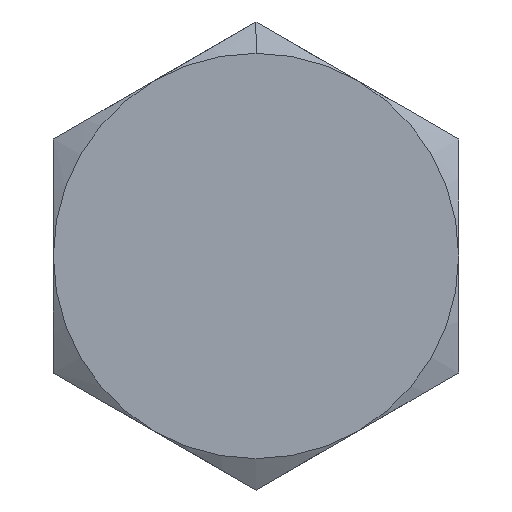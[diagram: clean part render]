
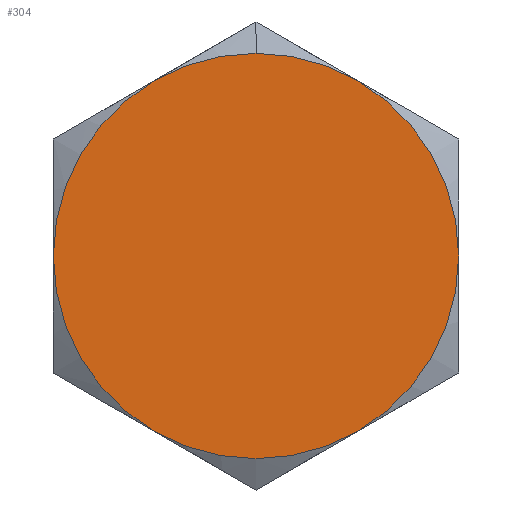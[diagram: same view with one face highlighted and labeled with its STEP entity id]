
A CAD part, front view. The second image highlights one B-rep face of the part: STEP entity #304.
In plain terms, the highlighted planar face has unit normal (0, -1, 0).
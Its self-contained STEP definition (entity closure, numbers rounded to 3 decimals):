
#21 = AXIS2_PLACEMENT_3D ( 'NONE', #598, #255, #718 ) ;
#32 = AXIS2_PLACEMENT_3D ( 'NONE', #605, #492, #423 ) ;
#33 = ORIENTED_EDGE ( 'NONE', *, *, #584, .F. ) ;
#77 = CIRCLE ( 'NONE', #231, 2.75 ) ;
#96 = ORIENTED_EDGE ( 'NONE', *, *, #575, .F. ) ;
#105 = AXIS2_PLACEMENT_3D ( 'NONE', #213, #339, #278 ) ;
#124 = CARTESIAN_POINT ( 'NONE',  ( -1.375, 0., -2.382 ) ) ;
#136 = CARTESIAN_POINT ( 'NONE',  ( 1.375, 0., -2.382 ) ) ;
#149 = VERTEX_POINT ( 'NONE', #136 ) ;
#152 = CIRCLE ( 'NONE', #21, 2.75 ) ;
#171 = VERTEX_POINT ( 'NONE', #545 ) ;
#179 = AXIS2_PLACEMENT_3D ( 'NONE', #417, #473, #576 ) ;
#186 = ORIENTED_EDGE ( 'NONE', *, *, #217, .F. ) ;
#199 = ORIENTED_EDGE ( 'NONE', *, *, #630, .F. ) ;
#213 = CARTESIAN_POINT ( 'NONE',  ( 0., 0., 0. ) ) ;
#217 = EDGE_CURVE ( 'NONE', #149, #648, #244, .T. ) ;
#231 = AXIS2_PLACEMENT_3D ( 'NONE', #259, #664, #551 ) ;
#240 = ORIENTED_EDGE ( 'NONE', *, *, #254, .F. ) ;
#242 = PLANE ( 'NONE',  #556 ) ;
#244 = CIRCLE ( 'NONE', #396, 2.75 ) ;
#249 = DIRECTION ( 'NONE',  ( 0., 0., 1. ) ) ;
#254 = EDGE_CURVE ( 'NONE', #648, #265, #257, .T. ) ;
#255 = DIRECTION ( 'NONE',  ( 0., 1., 0. ) ) ;
#257 = CIRCLE ( 'NONE', #347, 2.75 ) ;
#259 = CARTESIAN_POINT ( 'NONE',  ( 0., 0., 0. ) ) ;
#265 = VERTEX_POINT ( 'NONE', #499 ) ;
#277 = ORIENTED_EDGE ( 'NONE', *, *, #661, .F. ) ;
#278 = DIRECTION ( 'NONE',  ( 0., 0., 1. ) ) ;
#304 = ADVANCED_FACE ( 'NONE', ( #435 ), #242, .F. ) ;
#319 = CARTESIAN_POINT ( 'NONE',  ( 0., 0., 0. ) ) ;
#321 = DIRECTION ( 'NONE',  ( 0., 0., 1. ) ) ;
#323 = CIRCLE ( 'NONE', #105, 2.75 ) ;
#339 = DIRECTION ( 'NONE',  ( 0., 1., 0. ) ) ;
#347 = AXIS2_PLACEMENT_3D ( 'NONE', #540, #550, #321 ) ;
#379 = CARTESIAN_POINT ( 'NONE',  ( 0., 0., 0. ) ) ;
#389 = CARTESIAN_POINT ( 'NONE',  ( 1.375, 0., 2.382 ) ) ;
#396 = AXIS2_PLACEMENT_3D ( 'NONE', #319, #658, #667 ) ;
#411 = EDGE_LOOP ( 'NONE', ( #33, #96, #240, #186, #199, #496, #277 ) ) ;
#417 = CARTESIAN_POINT ( 'NONE',  ( 0., 0., 0. ) ) ;
#423 = DIRECTION ( 'NONE',  ( 0., 0., 1. ) ) ;
#435 = FACE_OUTER_BOUND ( 'NONE', #411, .T. ) ;
#445 = EDGE_CURVE ( 'NONE', #676, #748, #578, .T. ) ;
#465 = VERTEX_POINT ( 'NONE', #586 ) ;
#473 = DIRECTION ( 'NONE',  ( 0., 1., 0. ) ) ;
#492 = DIRECTION ( 'NONE',  ( 0., 1., 0. ) ) ;
#496 = ORIENTED_EDGE ( 'NONE', *, *, #445, .F. ) ;
#499 = CARTESIAN_POINT ( 'NONE',  ( -2.75, 0., 0. ) ) ;
#540 = CARTESIAN_POINT ( 'NONE',  ( 0., 0., 0. ) ) ;
#545 = CARTESIAN_POINT ( 'NONE',  ( 0., 0., 2.75 ) ) ;
#550 = DIRECTION ( 'NONE',  ( 0., 1., 0. ) ) ;
#551 = DIRECTION ( 'NONE',  ( 0., 0., 1. ) ) ;
#556 = AXIS2_PLACEMENT_3D ( 'NONE', #379, #612, #249 ) ;
#575 = EDGE_CURVE ( 'NONE', #265, #465, #77, .T. ) ;
#576 = DIRECTION ( 'NONE',  ( 0., 0., 1. ) ) ;
#578 = CIRCLE ( 'NONE', #179, 2.75 ) ;
#584 = EDGE_CURVE ( 'NONE', #465, #171, #650, .T. ) ;
#586 = CARTESIAN_POINT ( 'NONE',  ( -1.375, 0., 2.382 ) ) ;
#598 = CARTESIAN_POINT ( 'NONE',  ( 0., 0., 0. ) ) ;
#605 = CARTESIAN_POINT ( 'NONE',  ( 0., 0., 0. ) ) ;
#612 = DIRECTION ( 'NONE',  ( 0., 1., 0. ) ) ;
#630 = EDGE_CURVE ( 'NONE', #748, #149, #152, .T. ) ;
#648 = VERTEX_POINT ( 'NONE', #124 ) ;
#650 = CIRCLE ( 'NONE', #32, 2.75 ) ;
#658 = DIRECTION ( 'NONE',  ( 0., 1., 0. ) ) ;
#661 = EDGE_CURVE ( 'NONE', #171, #676, #323, .T. ) ;
#664 = DIRECTION ( 'NONE',  ( 0., 1., 0. ) ) ;
#667 = DIRECTION ( 'NONE',  ( 0., 0., 1. ) ) ;
#676 = VERTEX_POINT ( 'NONE', #389 ) ;
#718 = DIRECTION ( 'NONE',  ( 0., 0., 1. ) ) ;
#745 = CARTESIAN_POINT ( 'NONE',  ( 2.75, 0., 0. ) ) ;
#748 = VERTEX_POINT ( 'NONE', #745 ) ;
